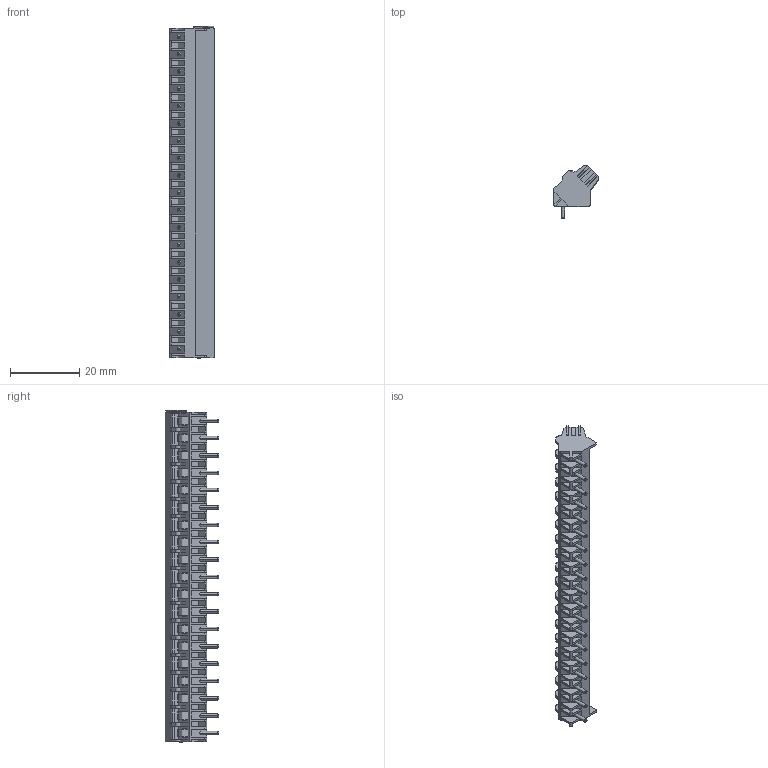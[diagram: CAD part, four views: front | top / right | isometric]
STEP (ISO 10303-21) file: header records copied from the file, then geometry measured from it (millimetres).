
FILE_DESCRIPTION((''),'2;1');
FILE_NAME('TL240','2024-11-13T',('yanfa'),(''),'PRO/ENGINEER BY PARAMETRIC TECHNOLOGY CORPORATION, 2009280','PRO/ENGINEER BY PARAMETRIC TECHNOLOGY CORPORATION, 2009280','');
FILE_SCHEMA(('AUTOMOTIVE_DESIGN_CC2 { 1 2 10303 214 -1 1 5 2 }'));
Length unit declared in the file: millimetre
Products named in the file (1): TL240
Bounding box: 12.8 x 15.4 x 95.68 mm (x, y, z)
Volume: 7215.8 mm3; surface area: 8077.4 mm2
Topology: 1 solids, 1 shells, 1740 faces, 4983 edges, 3284 vertices
Faces by surface type: plane 1091, cylinder 459, torus 76, cone 76, bspline 38
Entity records: 58426 total; most frequent: CARTESIAN_POINT 12135, ORIENTED_EDGE 9966, DIRECTION 9495, EDGE_CURVE 4983, VECTOR 3419, LINE 3419, VERTEX_POINT 3284, AXIS2_PLACEMENT_3D 3038
